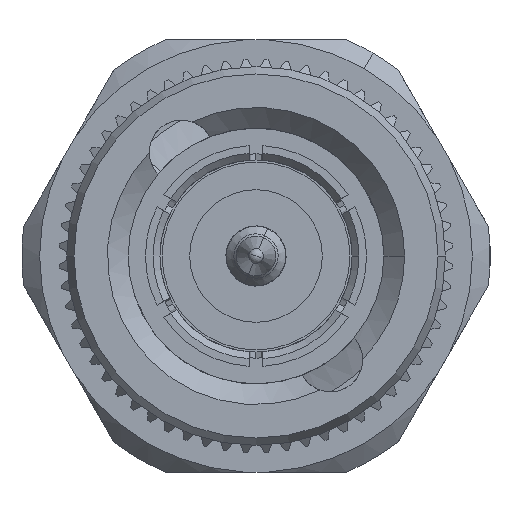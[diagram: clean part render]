
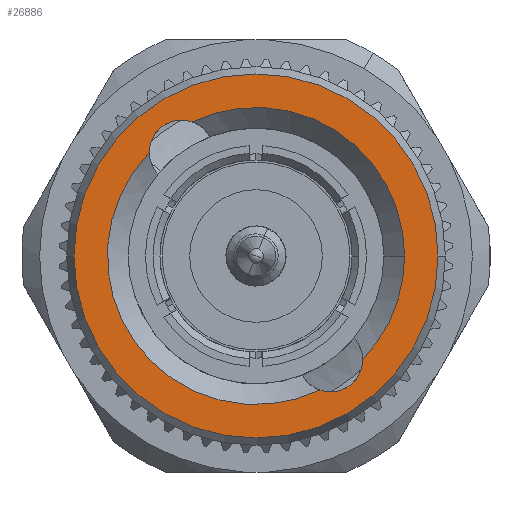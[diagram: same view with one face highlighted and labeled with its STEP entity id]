
A CAD part, left-side view. The second image highlights one B-rep face of the part: STEP entity #26886.
In plain terms, the highlighted planar face has unit normal (-1, 0, 0).
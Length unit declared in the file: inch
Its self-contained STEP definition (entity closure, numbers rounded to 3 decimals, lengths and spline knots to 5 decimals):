
#160 = AXIS2_PLACEMENT_3D ( 'NONE', #97846, #33339, #108098 ) ;
#314 = DIRECTION ( 'NONE',  ( 0., 0., -1. ) ) ;
#399 = FACE_OUTER_BOUND ( 'NONE', #57523, .T. ) ;
#4471 = EDGE_CURVE ( 'NONE', #86273, #83048, #133442, .T. ) ;
#5549 = CARTESIAN_POINT ( 'NONE',  ( 0.33873, 0.19403, -0.09247 ) ) ;
#7586 = VERTEX_POINT ( 'NONE', #94281 ) ;
#8772 = CARTESIAN_POINT ( 'NONE',  ( 0.33873, -0.19403, 0.09247 ) ) ;
#10148 = ORIENTED_EDGE ( 'NONE', *, *, #131991, .T. ) ;
#11148 = CIRCLE ( 'NONE', #160, 0.21494 ) ;
#11413 = AXIS2_PLACEMENT_3D ( 'NONE', #21690, #104740, #31983 ) ;
#12645 = DIRECTION ( 'NONE',  ( 1., 0., 0. ) ) ;
#13990 = CARTESIAN_POINT ( 'NONE',  ( 0.33873, -0.15021, 0.10789 ) ) ;
#14356 = CIRCLE ( 'NONE', #73537, 0.04645 ) ;
#15702 = CIRCLE ( 'NONE', #11413, 0.21494 ) ;
#21529 = ORIENTED_EDGE ( 'NONE', *, *, #32373, .T. ) ;
#21690 = CARTESIAN_POINT ( 'NONE',  ( 0.33873, 0., 0. ) ) ;
#22995 = EDGE_CURVE ( 'NONE', #76560, #118185, #14356, .T. ) ;
#23065 = DIRECTION ( 'NONE',  ( -1., 0., 0. ) ) ;
#24974 = DIRECTION ( 'NONE',  ( 0., 0., 1. ) ) ;
#26886 = ADVANCED_FACE ( 'NONE', ( #31295, #399 ), #104732, .F. ) ;
#27011 = VERTEX_POINT ( 'NONE', #42775 ) ;
#27399 = CARTESIAN_POINT ( 'NONE',  ( 0.33873, -0.15021, 0.10789 ) ) ;
#30623 = CARTESIAN_POINT ( 'NONE',  ( 0.33873, 0., -0.26339 ) ) ;
#31295 = FACE_BOUND ( 'NONE', #37923, .T. ) ;
#31983 = DIRECTION ( 'NONE',  ( 0., 0., -1. ) ) ;
#32373 = EDGE_CURVE ( 'NONE', #35869, #27011, #130028, .T. ) ;
#33259 = DIRECTION ( 'NONE',  ( 0., 0., -1. ) ) ;
#33339 = DIRECTION ( 'NONE',  ( 1., 0., 0. ) ) ;
#35869 = VERTEX_POINT ( 'NONE', #101636 ) ;
#37923 = EDGE_LOOP ( 'NONE', ( #119172, #105078, #59605, #94126, #72854, #64798, #10148 ) ) ;
#38342 = DIRECTION ( 'NONE',  ( 0., 0., 1. ) ) ;
#40889 = VERTEX_POINT ( 'NONE', #108189 ) ;
#42775 = CARTESIAN_POINT ( 'NONE',  ( 0.33873, 0., -0.26339 ) ) ;
#43556 = DIRECTION ( 'NONE',  ( 1., 0., 0. ) ) ;
#43645 = DIRECTION ( 'NONE',  ( 0., 0., 1. ) ) ;
#44200 = ORIENTED_EDGE ( 'NONE', *, *, #104679, .T. ) ;
#53003 = AXIS2_PLACEMENT_3D ( 'NONE', #55599, #99456, #109047 ) ;
#55599 = CARTESIAN_POINT ( 'NONE',  ( 0.33873, 0.15021, -0.10789 ) ) ;
#55983 = CIRCLE ( 'NONE', #66943, 0.04645 ) ;
#57523 = EDGE_LOOP ( 'NONE', ( #44200, #21529 ) ) ;
#59605 = ORIENTED_EDGE ( 'NONE', *, *, #22995, .T. ) ;
#62124 = CARTESIAN_POINT ( 'NONE',  ( 0.33873, -0.15021, 0.15434 ) ) ;
#62953 = CARTESIAN_POINT ( 'NONE',  ( 0.33873, -0.14961, 0.15433 ) ) ;
#63980 = CIRCLE ( 'NONE', #53003, 0.04645 ) ;
#64798 = ORIENTED_EDGE ( 'NONE', *, *, #111769, .T. ) ;
#66943 = AXIS2_PLACEMENT_3D ( 'NONE', #27399, #123402, #91893 ) ;
#69032 = EDGE_CURVE ( 'NONE', #118185, #86273, #55983, .T. ) ;
#69724 = EDGE_CURVE ( 'NONE', #85704, #7586, #15702, .T. ) ;
#70144 = CIRCLE ( 'NONE', #94238, 0.26339 ) ;
#72854 = ORIENTED_EDGE ( 'NONE', *, *, #4471, .T. ) ;
#73041 = CARTESIAN_POINT ( 'NONE',  ( 0.33873, 0.14961, -0.15433 ) ) ;
#73537 = AXIS2_PLACEMENT_3D ( 'NONE', #13990, #96376, #24974 ) ;
#74367 = AXIS2_PLACEMENT_3D ( 'NONE', #116276, #43556, #33259 ) ;
#76560 = VERTEX_POINT ( 'NONE', #62953 ) ;
#77944 = CARTESIAN_POINT ( 'NONE',  ( 0.33873, 0., 0. ) ) ;
#81554 = DIRECTION ( 'NONE',  ( -1., 0., 0. ) ) ;
#83048 = VERTEX_POINT ( 'NONE', #73041 ) ;
#85704 = VERTEX_POINT ( 'NONE', #5549 ) ;
#86273 = VERTEX_POINT ( 'NONE', #8772 ) ;
#89413 = CIRCLE ( 'NONE', #115636, 0.04645 ) ;
#91893 = DIRECTION ( 'NONE',  ( 0., 0., 1. ) ) ;
#94126 = ORIENTED_EDGE ( 'NONE', *, *, #69032, .T. ) ;
#94238 = AXIS2_PLACEMENT_3D ( 'NONE', #112382, #81554, #38342 ) ;
#94281 = CARTESIAN_POINT ( 'NONE',  ( 0.33873, 0., 0.21494 ) ) ;
#94362 = CARTESIAN_POINT ( 'NONE',  ( 0.33873, 0.15021, -0.10789 ) ) ;
#96376 = DIRECTION ( 'NONE',  ( 1., 0., 0. ) ) ;
#97846 = CARTESIAN_POINT ( 'NONE',  ( 0.33873, 0., 0. ) ) ;
#99456 = DIRECTION ( 'NONE',  ( 1., 0., 0. ) ) ;
#101636 = CARTESIAN_POINT ( 'NONE',  ( 0.33873, 0., 0.26339 ) ) ;
#104679 = EDGE_CURVE ( 'NONE', #27011, #35869, #70144, .T. ) ;
#104732 = PLANE ( 'NONE',  #127971 ) ;
#104740 = DIRECTION ( 'NONE',  ( 1., 0., 0. ) ) ;
#105078 = ORIENTED_EDGE ( 'NONE', *, *, #108732, .T. ) ;
#108098 = DIRECTION ( 'NONE',  ( 0., 0., -1. ) ) ;
#108189 = CARTESIAN_POINT ( 'NONE',  ( 0.33873, 0.15021, -0.15434 ) ) ;
#108732 = EDGE_CURVE ( 'NONE', #7586, #76560, #11148, .T. ) ;
#108903 = AXIS2_PLACEMENT_3D ( 'NONE', #77944, #23065, #43645 ) ;
#109047 = DIRECTION ( 'NONE',  ( 0., 0., -1. ) ) ;
#111769 = EDGE_CURVE ( 'NONE', #83048, #40889, #63980, .T. ) ;
#112382 = CARTESIAN_POINT ( 'NONE',  ( 0.33873, 0., 0. ) ) ;
#113635 = DIRECTION ( 'NONE',  ( 0., 0., -1. ) ) ;
#114995 = DIRECTION ( 'NONE',  ( 1., 0., 0. ) ) ;
#115636 = AXIS2_PLACEMENT_3D ( 'NONE', #94362, #12645, #314 ) ;
#116276 = CARTESIAN_POINT ( 'NONE',  ( 0.33873, 0., 0. ) ) ;
#118185 = VERTEX_POINT ( 'NONE', #62124 ) ;
#119172 = ORIENTED_EDGE ( 'NONE', *, *, #69724, .T. ) ;
#123402 = DIRECTION ( 'NONE',  ( 1., 0., 0. ) ) ;
#127971 = AXIS2_PLACEMENT_3D ( 'NONE', #30623, #114995, #113635 ) ;
#130028 = CIRCLE ( 'NONE', #108903, 0.26339 ) ;
#131991 = EDGE_CURVE ( 'NONE', #40889, #85704, #89413, .T. ) ;
#133442 = CIRCLE ( 'NONE', #74367, 0.21494 ) ;
